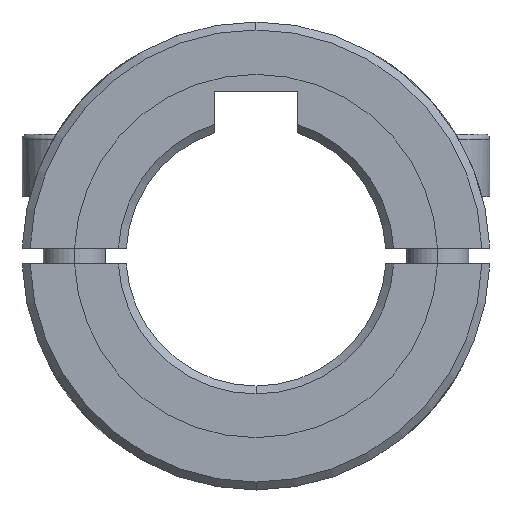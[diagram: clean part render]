
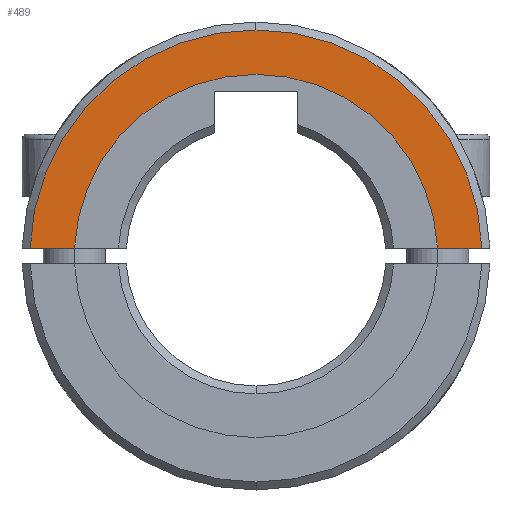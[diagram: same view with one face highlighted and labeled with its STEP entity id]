
A CAD part, front view. The second image highlights one B-rep face of the part: STEP entity #489.
In plain terms, the highlighted planar face has unit normal (0, -1, 0).
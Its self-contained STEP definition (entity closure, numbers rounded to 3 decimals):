
#489=ADVANCED_FACE('',(#1093),#1094,.T.);
#1093=FACE_OUTER_BOUND('',#1825,.T.);
#1094=PLANE('',#1826);
#1825=EDGE_LOOP('',(#3192,#3193,#3194,#3195,#3196,#3197));
#1826=AXIS2_PLACEMENT_3D('',#3198,#3199,#3200);
#3192=ORIENTED_EDGE('',*,*,#4721,.T.);
#3193=ORIENTED_EDGE('',*,*,#4472,.T.);
#3194=ORIENTED_EDGE('',*,*,#4722,.T.);
#3195=ORIENTED_EDGE('',*,*,#4723,.T.);
#3196=ORIENTED_EDGE('',*,*,#4477,.F.);
#3197=ORIENTED_EDGE('',*,*,#4724,.F.);
#3198=CARTESIAN_POINT('',(0.,0.,10.869));
#3199=DIRECTION('',(0.,-1.0,0.));
#3200=DIRECTION('',(0.,0.,-1.0));
#4472=EDGE_CURVE('',#5433,#5430,#5434,.T.);
#4477=EDGE_CURVE('',#5439,#5441,#5442,.T.);
#4721=EDGE_CURVE('',#5793,#5433,#5794,.T.);
#4722=EDGE_CURVE('',#5430,#5795,#5796,.T.);
#4723=EDGE_CURVE('',#5795,#5441,#5797,.T.);
#4724=EDGE_CURVE('',#5793,#5439,#5798,.T.);
#5430=VERTEX_POINT('',#8113);
#5433=VERTEX_POINT('',#8117);
#5434=CIRCLE('',#8118,17.465);
#5439=VERTEX_POINT('',#8124);
#5441=VERTEX_POINT('',#8127);
#5442=CIRCLE('',#8128,21.738);
#5793=VERTEX_POINT('',#8618);
#5794=LINE('',#8619,#8620);
#5795=VERTEX_POINT('',#8621);
#5796=CIRCLE('',#8622,17.465);
#5797=LINE('',#8623,#8624);
#5798=CIRCLE('',#8625,21.738);
#8113=CARTESIAN_POINT('',(0.,0.,17.465));
#8117=CARTESIAN_POINT('',(-17.448,0.,0.762));
#8118=AXIS2_PLACEMENT_3D('',#9873,#9874,#9875);
#8124=CARTESIAN_POINT('',(0.,0.,21.738));
#8127=CARTESIAN_POINT('',(21.725,0.,0.762));
#8128=AXIS2_PLACEMENT_3D('',#9881,#9882,#9883);
#8618=CARTESIAN_POINT('',(-21.725,0.,0.762));
#8619=CARTESIAN_POINT('',(0.001,0.0,0.762));
#8620=VECTOR('',#10182,1.0);
#8621=CARTESIAN_POINT('',(17.448,0.,0.762));
#8622=AXIS2_PLACEMENT_3D('',#10183,#10184,#10185);
#8623=CARTESIAN_POINT('',(0.001,0.0,0.762));
#8624=VECTOR('',#10186,1.0);
#8625=AXIS2_PLACEMENT_3D('',#10187,#10188,#10189);
#9873=CARTESIAN_POINT('',(0.,0.,0.));
#9874=DIRECTION('',(0.,1.0,0.));
#9875=DIRECTION('',(0.,0.,-1.0));
#9881=CARTESIAN_POINT('',(0.0,0.0,0.0));
#9882=DIRECTION('',(0.,1.0,0.));
#9883=DIRECTION('',(0.,0.,1.0));
#10182=DIRECTION('',(1.0,0.,0.0));
#10183=CARTESIAN_POINT('',(0.,0.,0.));
#10184=DIRECTION('',(0.,1.0,0.));
#10185=DIRECTION('',(0.,0.,-1.0));
#10186=DIRECTION('',(1.0,0.,0.0));
#10187=CARTESIAN_POINT('',(0.0,0.0,0.0));
#10188=DIRECTION('',(0.,1.0,0.));
#10189=DIRECTION('',(0.,0.,1.0));
